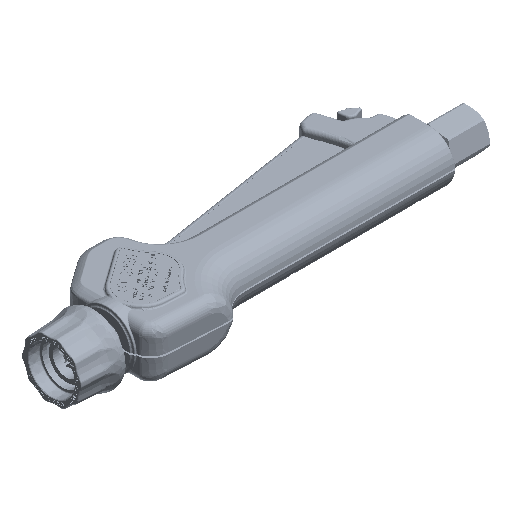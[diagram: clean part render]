
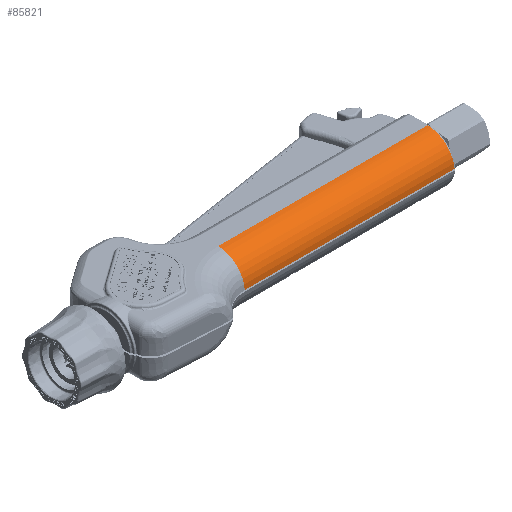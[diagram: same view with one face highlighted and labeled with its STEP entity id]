
A CAD part, isometric view. The second image highlights one B-rep face of the part: STEP entity #85821.
In plain terms, the highlighted cylindrical face has radius 18 mm (diameter 36 mm), a partial arc.
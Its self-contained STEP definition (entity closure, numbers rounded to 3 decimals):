
#3437=CYLINDRICAL_SURFACE('',#112277,18.);
#9738=ELLIPSE('',#112266,18.002,18.);
#11967=LINE('',#188723,#15988);
#12049=LINE('',#191063,#16070);
#15988=VECTOR('',#125541,1000.);
#16070=VECTOR('',#125929,1000.);
#30312=ORIENTED_EDGE('',*,*,#51049,.T.);
#30313=ORIENTED_EDGE('',*,*,#50764,.F.);
#30314=ORIENTED_EDGE('',*,*,#51041,.F.);
#30315=ORIENTED_EDGE('',*,*,#51054,.T.);
#50764=EDGE_CURVE('NONE',#61877,#61878,#11967,.T.);
#51041=EDGE_CURVE('NONE',#62062,#61877,#9738,.F.);
#51049=EDGE_CURVE('NONE',#62064,#61878,#67521,.T.);
#51054=EDGE_CURVE('NONE',#62062,#62064,#12049,.T.);
#61877=VERTEX_POINT('',#188722);
#61878=VERTEX_POINT('',#188724);
#62062=VERTEX_POINT('',#190980);
#62064=VERTEX_POINT('',#191004);
#67521=CIRCLE('',#112275,18.);
#71797=EDGE_LOOP('',(#30312,#30313,#30314,#30315));
#77969=FACE_BOUND('',#71797,.T.);
#85821=ADVANCED_FACE('NONE',(#77969),#3437,.T.);
#112266=AXIS2_PLACEMENT_3D('',#190981,#125903,#125904);
#112275=AXIS2_PLACEMENT_3D('',#191005,#125922,#125923);
#112277=AXIS2_PLACEMENT_3D('',#191062,#125927,#125928);
#125541=DIRECTION('',(-1.,0.,0.));
#125903=DIRECTION('',(-1.,0.,-0.016));
#125904=DIRECTION('',(-0.016,0.,1.));
#125922=DIRECTION('',(1.,0.,0.));
#125923=DIRECTION('',(0.,0.,-1.));
#125927=DIRECTION('',(-1.,0.,0.));
#125928=DIRECTION('',(0.,0.,-1.));
#125929=DIRECTION('',(-1.,0.,0.));
#188722=CARTESIAN_POINT('',(23.789,-18.465,0.5));
#188723=CARTESIAN_POINT('',(-281.438,-18.465,0.5));
#188724=CARTESIAN_POINT('',(-117.147,-18.465,0.5));
#190980=CARTESIAN_POINT('',(23.517,-0.528,17.));
#190981=CARTESIAN_POINT('',(23.814,-0.528,-1.));
#191004=CARTESIAN_POINT('',(-117.147,-0.528,17.));
#191005=CARTESIAN_POINT('',(-117.147,-0.528,-1.));
#191062=CARTESIAN_POINT('',(-281.438,-0.528,-1.));
#191063=CARTESIAN_POINT('',(-117.147,-0.528,17.));
